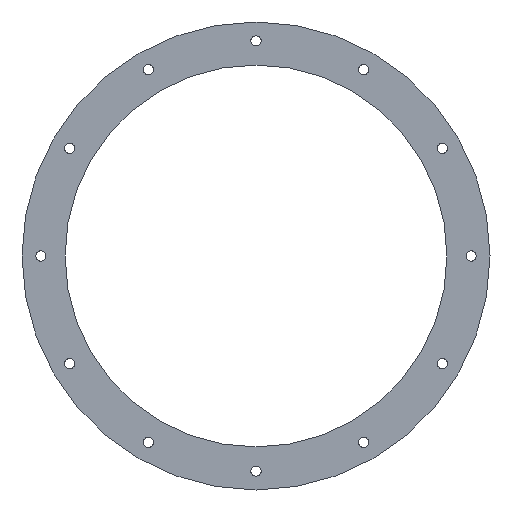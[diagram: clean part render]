
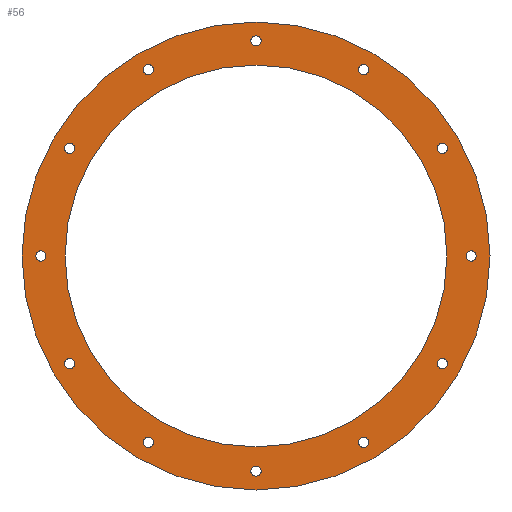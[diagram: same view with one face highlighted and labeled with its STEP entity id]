
A CAD part, left-side view. The second image highlights one B-rep face of the part: STEP entity #56.
In plain terms, the highlighted planar face has unit normal (-1, 0, 0).
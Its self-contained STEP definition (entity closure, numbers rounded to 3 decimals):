
#56 = ADVANCED_FACE( '', ( #121, #122, #123, #124, #125, #126, #127, #128, #129, #130, #131, #132, #133, #134 ), #135, .T. );
#121 = FACE_BOUND( '', #216, .T. );
#122 = FACE_BOUND( '', #217, .T. );
#123 = FACE_BOUND( '', #218, .T. );
#124 = FACE_BOUND( '', #219, .T. );
#125 = FACE_BOUND( '', #220, .T. );
#126 = FACE_BOUND( '', #221, .T. );
#127 = FACE_BOUND( '', #222, .T. );
#128 = FACE_BOUND( '', #223, .T. );
#129 = FACE_BOUND( '', #224, .T. );
#130 = FACE_BOUND( '', #225, .T. );
#131 = FACE_BOUND( '', #226, .T. );
#132 = FACE_BOUND( '', #227, .T. );
#133 = FACE_BOUND( '', #228, .T. );
#134 = FACE_OUTER_BOUND( '', #229, .T. );
#135 = PLANE( '', #230 );
#216 = EDGE_LOOP( '', ( #321 ) );
#217 = EDGE_LOOP( '', ( #322 ) );
#218 = EDGE_LOOP( '', ( #323 ) );
#219 = EDGE_LOOP( '', ( #324 ) );
#220 = EDGE_LOOP( '', ( #325 ) );
#221 = EDGE_LOOP( '', ( #326 ) );
#222 = EDGE_LOOP( '', ( #327 ) );
#223 = EDGE_LOOP( '', ( #328 ) );
#224 = EDGE_LOOP( '', ( #329 ) );
#225 = EDGE_LOOP( '', ( #330 ) );
#226 = EDGE_LOOP( '', ( #331 ) );
#227 = EDGE_LOOP( '', ( #332 ) );
#228 = EDGE_LOOP( '', ( #333 ) );
#229 = EDGE_LOOP( '', ( #334 ) );
#230 = AXIS2_PLACEMENT_3D( '', #335, #336, #337 );
#321 = ORIENTED_EDGE( '', *, *, #415, .T. );
#322 = ORIENTED_EDGE( '', *, *, #394, .T. );
#323 = ORIENTED_EDGE( '', *, *, #403, .T. );
#324 = ORIENTED_EDGE( '', *, *, #417, .T. );
#325 = ORIENTED_EDGE( '', *, *, #406, .T. );
#326 = ORIENTED_EDGE( '', *, *, #418, .T. );
#327 = ORIENTED_EDGE( '', *, *, #419, .T. );
#328 = ORIENTED_EDGE( '', *, *, #400, .T. );
#329 = ORIENTED_EDGE( '', *, *, #420, .T. );
#330 = ORIENTED_EDGE( '', *, *, #421, .T. );
#331 = ORIENTED_EDGE( '', *, *, #412, .T. );
#332 = ORIENTED_EDGE( '', *, *, #422, .T. );
#333 = ORIENTED_EDGE( '', *, *, #409, .T. );
#334 = ORIENTED_EDGE( '', *, *, #396, .F. );
#335 = CARTESIAN_POINT( '', ( 0., 217.5, 0. ) );
#336 = DIRECTION( '', ( -1., 0., 0. ) );
#337 = DIRECTION( '', ( 0., 0., 1. ) );
#394 = EDGE_CURVE( '', #439, #439, #440, .T. );
#396 = EDGE_CURVE( '', #442, #442, #443, .T. );
#400 = EDGE_CURVE( '', #449, #449, #450, .T. );
#403 = EDGE_CURVE( '', #454, #454, #455, .T. );
#406 = EDGE_CURVE( '', #459, #459, #460, .T. );
#409 = EDGE_CURVE( '', #464, #464, #465, .T. );
#412 = EDGE_CURVE( '', #469, #469, #470, .T. );
#415 = EDGE_CURVE( '', #474, #474, #475, .T. );
#417 = EDGE_CURVE( '', #477, #477, #478, .T. );
#418 = EDGE_CURVE( '', #479, #479, #480, .T. );
#419 = EDGE_CURVE( '', #481, #481, #482, .T. );
#420 = EDGE_CURVE( '', #483, #483, #484, .T. );
#421 = EDGE_CURVE( '', #485, #485, #486, .T. );
#422 = EDGE_CURVE( '', #487, #487, #488, .T. );
#439 = VERTEX_POINT( '', #511 );
#440 = CIRCLE( '', #512, 4.75 );
#442 = VERTEX_POINT( '', #514 );
#443 = CIRCLE( '', #515, 217.5 );
#449 = VERTEX_POINT( '', #521 );
#450 = CIRCLE( '', #522, 4.75 );
#454 = VERTEX_POINT( '', #526 );
#455 = CIRCLE( '', #527, 4.75 );
#459 = VERTEX_POINT( '', #531 );
#460 = CIRCLE( '', #532, 4.75 );
#464 = VERTEX_POINT( '', #536 );
#465 = CIRCLE( '', #537, 4.75 );
#469 = VERTEX_POINT( '', #541 );
#470 = CIRCLE( '', #542, 4.75 );
#474 = VERTEX_POINT( '', #546 );
#475 = CIRCLE( '', #547, 177.5 );
#477 = VERTEX_POINT( '', #549 );
#478 = CIRCLE( '', #550, 4.75 );
#479 = VERTEX_POINT( '', #551 );
#480 = CIRCLE( '', #552, 4.75 );
#481 = VERTEX_POINT( '', #553 );
#482 = CIRCLE( '', #554, 4.75 );
#483 = VERTEX_POINT( '', #555 );
#484 = CIRCLE( '', #556, 4.75 );
#485 = VERTEX_POINT( '', #557 );
#486 = CIRCLE( '', #558, 4.75 );
#487 = VERTEX_POINT( '', #559 );
#488 = CIRCLE( '', #560, 4.75 );
#511 = CARTESIAN_POINT( '', ( 0., 200., -4.75 ) );
#512 = AXIS2_PLACEMENT_3D( '', #583, #584, #585 );
#514 = CARTESIAN_POINT( '', ( 0., 0., -217.5 ) );
#515 = AXIS2_PLACEMENT_3D( '', #586, #587, #588 );
#521 = CARTESIAN_POINT( '', ( 0., -173.205, 95.25 ) );
#522 = AXIS2_PLACEMENT_3D( '', #595, #596, #597 );
#526 = CARTESIAN_POINT( '', ( 0., 100., -177.955 ) );
#527 = AXIS2_PLACEMENT_3D( '', #601, #602, #603 );
#531 = CARTESIAN_POINT( '', ( 0., -100., -177.955 ) );
#532 = AXIS2_PLACEMENT_3D( '', #607, #608, #609 );
#536 = CARTESIAN_POINT( '', ( 0., 173.205, -104.75 ) );
#537 = AXIS2_PLACEMENT_3D( '', #613, #614, #615 );
#541 = CARTESIAN_POINT( '', ( 0., 100., 168.455 ) );
#542 = AXIS2_PLACEMENT_3D( '', #619, #620, #621 );
#546 = CARTESIAN_POINT( '', ( 0., 0., -177.5 ) );
#547 = AXIS2_PLACEMENT_3D( '', #625, #626, #627 );
#549 = CARTESIAN_POINT( '', ( 0., 0., -204.75 ) );
#550 = AXIS2_PLACEMENT_3D( '', #628, #629, #630 );
#551 = CARTESIAN_POINT( '', ( 0., -173.205, -104.75 ) );
#552 = AXIS2_PLACEMENT_3D( '', #631, #632, #633 );
#553 = CARTESIAN_POINT( '', ( 0., -200., -4.75 ) );
#554 = AXIS2_PLACEMENT_3D( '', #634, #635, #636 );
#555 = CARTESIAN_POINT( '', ( 0., -100., 168.455 ) );
#556 = AXIS2_PLACEMENT_3D( '', #637, #638, #639 );
#557 = CARTESIAN_POINT( '', ( 0., 0., 195.25 ) );
#558 = AXIS2_PLACEMENT_3D( '', #640, #641, #642 );
#559 = CARTESIAN_POINT( '', ( 0., 173.205, 95.25 ) );
#560 = AXIS2_PLACEMENT_3D( '', #643, #644, #645 );
#583 = CARTESIAN_POINT( '', ( 0., 200., 0. ) );
#584 = DIRECTION( '', ( 1., 0., 0. ) );
#585 = DIRECTION( '', ( 0., 0., -1. ) );
#586 = CARTESIAN_POINT( '', ( 0., 0., 0. ) );
#587 = DIRECTION( '', ( 1., 0., 0. ) );
#588 = DIRECTION( '', ( 0., 0., -1. ) );
#595 = CARTESIAN_POINT( '', ( 0., -173.205, 100. ) );
#596 = DIRECTION( '', ( 1., 0., 0. ) );
#597 = DIRECTION( '', ( 0., 0., -1. ) );
#601 = CARTESIAN_POINT( '', ( 0., 100., -173.205 ) );
#602 = DIRECTION( '', ( 1., 0., 0. ) );
#603 = DIRECTION( '', ( 0., 0., -1. ) );
#607 = CARTESIAN_POINT( '', ( 0., -100., -173.205 ) );
#608 = DIRECTION( '', ( 1., 0., 0. ) );
#609 = DIRECTION( '', ( 0., 0., -1. ) );
#613 = CARTESIAN_POINT( '', ( 0., 173.205, -100. ) );
#614 = DIRECTION( '', ( 1., 0., 0. ) );
#615 = DIRECTION( '', ( 0., 0., -1. ) );
#619 = CARTESIAN_POINT( '', ( 0., 100., 173.205 ) );
#620 = DIRECTION( '', ( 1., 0., 0. ) );
#621 = DIRECTION( '', ( 0., 0., -1. ) );
#625 = CARTESIAN_POINT( '', ( 0., 0., 0. ) );
#626 = DIRECTION( '', ( 1., 0., 0. ) );
#627 = DIRECTION( '', ( 0., 0., -1. ) );
#628 = CARTESIAN_POINT( '', ( 0., 0., -200. ) );
#629 = DIRECTION( '', ( 1., 0., 0. ) );
#630 = DIRECTION( '', ( 0., 0., -1. ) );
#631 = CARTESIAN_POINT( '', ( 0., -173.205, -100. ) );
#632 = DIRECTION( '', ( 1., 0., 0. ) );
#633 = DIRECTION( '', ( 0., 0., -1. ) );
#634 = CARTESIAN_POINT( '', ( 0., -200., 0. ) );
#635 = DIRECTION( '', ( 1., 0., 0. ) );
#636 = DIRECTION( '', ( 0., 0., -1. ) );
#637 = CARTESIAN_POINT( '', ( 0., -100., 173.205 ) );
#638 = DIRECTION( '', ( 1., 0., 0. ) );
#639 = DIRECTION( '', ( 0., 0., -1. ) );
#640 = CARTESIAN_POINT( '', ( 0., 0., 200. ) );
#641 = DIRECTION( '', ( 1., 0., 0. ) );
#642 = DIRECTION( '', ( 0., 0., -1. ) );
#643 = CARTESIAN_POINT( '', ( 0., 173.205, 100. ) );
#644 = DIRECTION( '', ( 1., 0., 0. ) );
#645 = DIRECTION( '', ( 0., 0., -1. ) );
